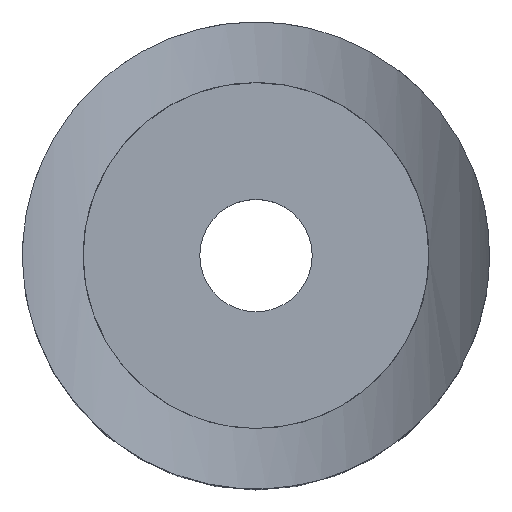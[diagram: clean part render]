
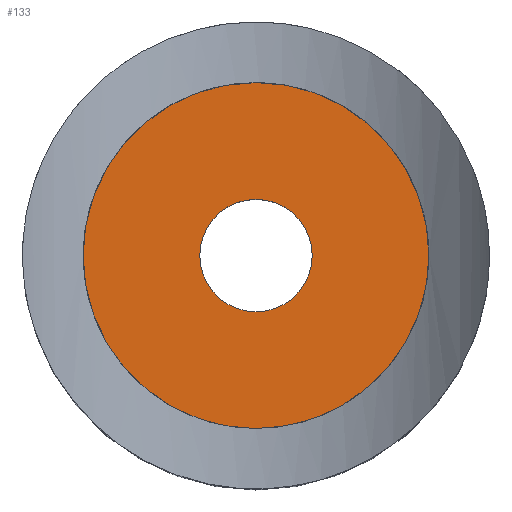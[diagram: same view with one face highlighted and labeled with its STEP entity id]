
A CAD part, top view. The second image highlights one B-rep face of the part: STEP entity #133.
In plain terms, the highlighted planar face has unit normal (0, 0, 1).
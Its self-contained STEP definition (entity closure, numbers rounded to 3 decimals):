
#133=ADVANCED_FACE('',(#168,#169),#157,.F.);
#157=PLANE('',#472);
#168=FACE_BOUND('',#200,.T.);
#169=FACE_BOUND('',#201,.T.);
#200=EDGE_LOOP('',(#245));
#201=EDGE_LOOP('',(#246));
#245=ORIENTED_EDGE('',*,*,#388,.T.);
#246=ORIENTED_EDGE('',*,*,#387,.F.);
#347=VERTEX_POINT('',#765);
#348=VERTEX_POINT('',#768);
#387=EDGE_CURVE('',#347,#347,#438,.T.);
#388=EDGE_CURVE('',#348,#348,#439,.T.);
#438=CIRCLE('',#469,10.);
#439=CIRCLE('',#471,3.25);
#469=AXIS2_PLACEMENT_3D('',#764,#506,#507);
#471=AXIS2_PLACEMENT_3D('',#767,#510,#511);
#472=AXIS2_PLACEMENT_3D('',#769,#512,#513);
#506=DIRECTION('',(0.,0.,-1.));
#507=DIRECTION('',(1.,0.,0.));
#510=DIRECTION('',(0.,0.,-1.));
#511=DIRECTION('',(-1.,0.,0.));
#512=DIRECTION('',(0.,0.,-1.));
#513=DIRECTION('',(1.,0.,0.));
#764=CARTESIAN_POINT('',(0.,0.,32.));
#765=CARTESIAN_POINT('',(10.,0.,32.));
#767=CARTESIAN_POINT('',(0.,0.,32.));
#768=CARTESIAN_POINT('',(-3.25,0.,32.));
#769=CARTESIAN_POINT('',(0.,0.,32.));
